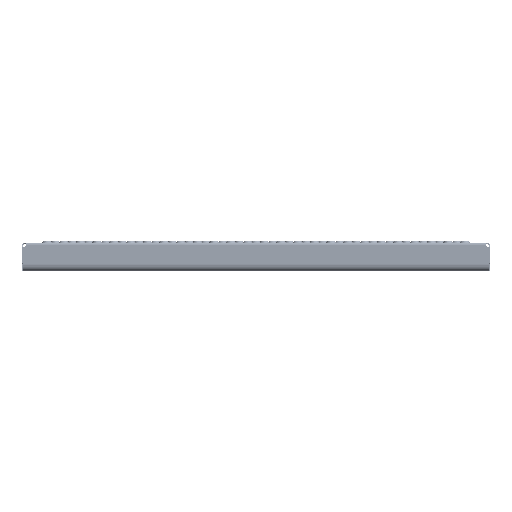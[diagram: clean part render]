
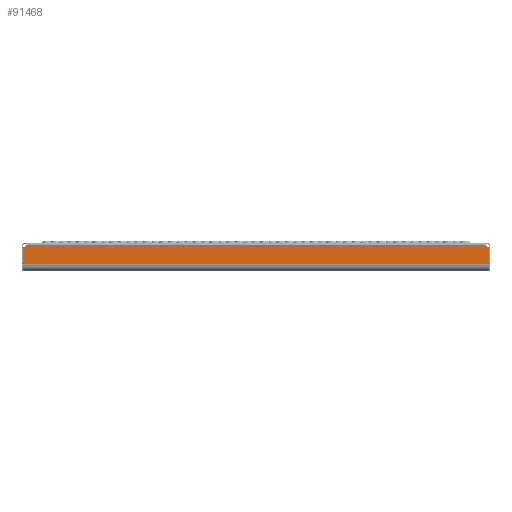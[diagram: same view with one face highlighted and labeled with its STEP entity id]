
A CAD part, top view. The second image highlights one B-rep face of the part: STEP entity #91468.
In plain terms, the highlighted planar face has unit normal (0, 0, 1).
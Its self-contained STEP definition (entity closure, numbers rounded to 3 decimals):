
#33233 = CARTESIAN_POINT ( 'NONE',  ( -347.99, -7.185, 100. ) ) ;
#33234 = DIRECTION ( 'NONE',  ( 0., -1., 0. ) ) ;
#33431 = CARTESIAN_POINT ( 'NONE',  ( -349., -4., 100. ) ) ;
#33433 = DIRECTION ( 'NONE',  ( 1., 0., 0. ) ) ;
#33447 = CARTESIAN_POINT ( 'NONE',  ( 347.99, -7.185, 100. ) ) ;
#33449 = DIRECTION ( 'NONE',  ( 0., 1., 0. ) ) ;
#33466 = CARTESIAN_POINT ( 'NONE',  ( 349., -2.288, 100. ) ) ;
#33468 = DIRECTION ( 'NONE',  ( 0., 0., -1. ) ) ;
#33470 = DIRECTION ( 'NONE',  ( 0., -1., 0. ) ) ;
#33472 = CARTESIAN_POINT ( 'NONE',  ( -347.99, -32.498, 100. ) ) ;
#33474 = DIRECTION ( 'NONE',  ( 1., 0., 0. ) ) ;
#33476 = CARTESIAN_POINT ( 'NONE',  ( -349., -2.288, 100. ) ) ;
#33478 = DIRECTION ( 'NONE',  ( 0., 0., -1. ) ) ;
#33479 = DIRECTION ( 'NONE',  ( 0., -1., 0. ) ) ;
#33957 = LINE ( 'NONE', #33233, #36486 ) ;
#33963 = LINE ( 'NONE', #33431, #36520 ) ;
#33970 = LINE ( 'NONE', #33447, #36531 ) ;
#33973 = LINE ( 'NONE', #33472, #36549 ) ;
#36486 = VECTOR ( 'NONE', #33234, 1000. ) ;
#36520 = VECTOR ( 'NONE', #33433, 1000. ) ;
#36531 = VECTOR ( 'NONE', #33449, 1000. ) ;
#36539 = CIRCLE ( 'NONE', #36551, 5. ) ;
#36543 = CIRCLE ( 'NONE', #36545, 5. ) ;
#36545 = AXIS2_PLACEMENT_3D ( 'NONE', #33466, #33468, #33470 ) ;
#36549 = VECTOR ( 'NONE', #33474, 1000. ) ;
#36551 = AXIS2_PLACEMENT_3D ( 'NONE', #33476, #33478, #33479 ) ;
#59510 = VERTEX_POINT ( 'NONE', #118306 ) ;
#59512 = VERTEX_POINT ( 'NONE', #118307 ) ;
#59515 = VERTEX_POINT ( 'NONE', #118309 ) ;
#59518 = VERTEX_POINT ( 'NONE', #118310 ) ;
#59523 = VERTEX_POINT ( 'NONE', #118313 ) ;
#59527 = VERTEX_POINT ( 'NONE', #118315 ) ;
#83583 = EDGE_LOOP ( 'NONE', ( #101085, #101093, #101078, #101090, #101096, #101105 ) ) ;
#91468 = ADVANCED_FACE ( 'NONE', ( #156468 ), #153712, .T. ) ;
#98822 = EDGE_CURVE ( 'NONE', #59512, #59510, #33957, .T. ) ;
#98842 = EDGE_CURVE ( 'NONE', #59515, #59518, #33963, .T. ) ;
#98846 = EDGE_CURVE ( 'NONE', #59523, #59527, #33970, .T. ) ;
#98850 = EDGE_CURVE ( 'NONE', #59527, #59518, #36543, .T. ) ;
#98851 = EDGE_CURVE ( 'NONE', #59510, #59523, #33973, .T. ) ;
#98852 = EDGE_CURVE ( 'NONE', #59515, #59512, #36539, .T. ) ;
#101078 = ORIENTED_EDGE ( 'NONE', *, *, #98850, .T. ) ;
#101085 = ORIENTED_EDGE ( 'NONE', *, *, #98851, .T. ) ;
#101090 = ORIENTED_EDGE ( 'NONE', *, *, #98842, .F. ) ;
#101093 = ORIENTED_EDGE ( 'NONE', *, *, #98846, .T. ) ;
#101096 = ORIENTED_EDGE ( 'NONE', *, *, #98852, .T. ) ;
#101105 = ORIENTED_EDGE ( 'NONE', *, *, #98822, .T. ) ;
#118306 = CARTESIAN_POINT ( 'NONE',  ( -347.99, -32.498, 100. ) ) ;
#118307 = CARTESIAN_POINT ( 'NONE',  ( -347.99, -7.185, 100. ) ) ;
#118309 = CARTESIAN_POINT ( 'NONE',  ( -344.302, -4., 100. ) ) ;
#118310 = CARTESIAN_POINT ( 'NONE',  ( 344.302, -4., 100. ) ) ;
#118313 = CARTESIAN_POINT ( 'NONE',  ( 347.99, -32.498, 100. ) ) ;
#118315 = CARTESIAN_POINT ( 'NONE',  ( 347.99, -7.185, 100. ) ) ;
#152191 = AXIS2_PLACEMENT_3D ( 'NONE', #153713, #153714, #153715 ) ;
#153712 = PLANE ( 'NONE',  #152191 ) ;
#153713 = CARTESIAN_POINT ( 'NONE',  ( -349., 195.712, 100. ) ) ;
#153714 = DIRECTION ( 'NONE',  ( 0., 0., 1. ) ) ;
#153715 = DIRECTION ( 'NONE',  ( 0., -1., 0. ) ) ;
#156468 = FACE_OUTER_BOUND ( 'NONE', #83583, .T. ) ;
